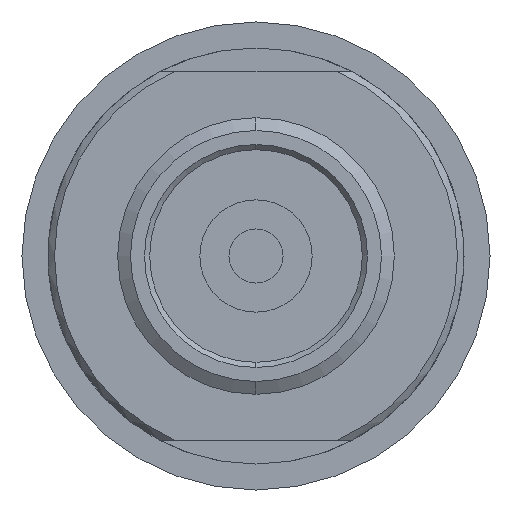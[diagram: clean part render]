
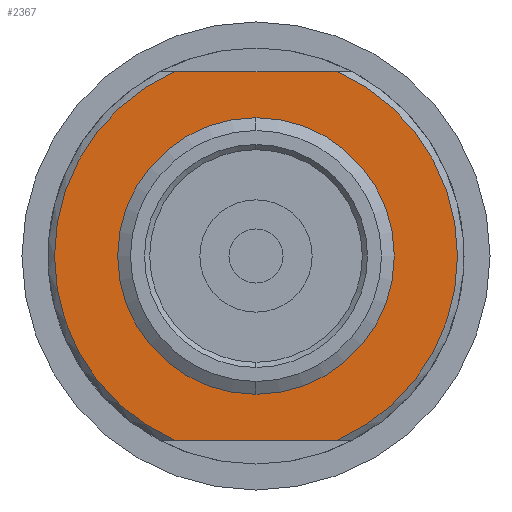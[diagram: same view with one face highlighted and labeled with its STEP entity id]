
A CAD part, left-side view. The second image highlights one B-rep face of the part: STEP entity #2367.
In plain terms, the highlighted face is planar.
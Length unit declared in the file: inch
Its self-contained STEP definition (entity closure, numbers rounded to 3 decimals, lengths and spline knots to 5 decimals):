
#26 = EDGE_CURVE ( 'NONE', #942, #1027, #304, .T. ) ;
#53 = CIRCLE ( 'NONE', #137, 0.30512 ) ;
#98 = DIRECTION ( 'NONE',  ( 1., 0., 0. ) ) ;
#137 = AXIS2_PLACEMENT_3D ( 'NONE', #1177, #788, #2258 ) ;
#195 = ORIENTED_EDGE ( 'NONE', *, *, #1793, .T. ) ;
#241 = EDGE_CURVE ( 'NONE', #619, #2010, #1790, .T. ) ;
#304 = CIRCLE ( 'NONE', #385, 0.19 ) ;
#313 = CARTESIAN_POINT ( 'NONE',  ( 0.307, 0., 0. ) ) ;
#321 = AXIS2_PLACEMENT_3D ( 'NONE', #1055, #1581, #2356 ) ;
#344 = CARTESIAN_POINT ( 'NONE',  ( 0.307, 0., 0. ) ) ;
#360 = AXIS2_PLACEMENT_3D ( 'NONE', #344, #1099, #927 ) ;
#385 = AXIS2_PLACEMENT_3D ( 'NONE', #313, #98, #1066 ) ;
#390 = EDGE_LOOP ( 'NONE', ( #947, #1843 ) ) ;
#441 = CIRCLE ( 'NONE', #321, 0.19 ) ;
#443 = CARTESIAN_POINT ( 'NONE',  ( 0.307, -0.12392, 0.27882 ) ) ;
#483 = CARTESIAN_POINT ( 'NONE',  ( 0.307, 0.26201, 0.27882 ) ) ;
#488 = CARTESIAN_POINT ( 'NONE',  ( 0.307, 0., 0. ) ) ;
#493 = CARTESIAN_POINT ( 'NONE',  ( 0.307, -0.12305, -0.2792 ) ) ;
#522 = EDGE_CURVE ( 'NONE', #619, #2242, #53, .T. ) ;
#619 = VERTEX_POINT ( 'NONE', #443 ) ;
#700 = VECTOR ( 'NONE', #2203, 39.37008 ) ;
#781 = EDGE_LOOP ( 'NONE', ( #1171, #1194, #1135, #195 ) ) ;
#788 = DIRECTION ( 'NONE',  ( 1., 0., 0. ) ) ;
#857 = AXIS2_PLACEMENT_3D ( 'NONE', #488, #1961, #2296 ) ;
#906 = VERTEX_POINT ( 'NONE', #1263 ) ;
#921 = LINE ( 'NONE', #2386, #700 ) ;
#927 = DIRECTION ( 'NONE',  ( 0., 0., -1. ) ) ;
#942 = VERTEX_POINT ( 'NONE', #1707 ) ;
#947 = ORIENTED_EDGE ( 'NONE', *, *, #26, .F. ) ;
#966 = VECTOR ( 'NONE', #1754, 39.37008 ) ;
#1027 = VERTEX_POINT ( 'NONE', #2257 ) ;
#1037 = CARTESIAN_POINT ( 'NONE',  ( 0.307, 0.12392, 0.27882 ) ) ;
#1055 = CARTESIAN_POINT ( 'NONE',  ( 0.307, 0., 0. ) ) ;
#1066 = DIRECTION ( 'NONE',  ( 0., 0., -1. ) ) ;
#1099 = DIRECTION ( 'NONE',  ( 1., 0., 0. ) ) ;
#1135 = ORIENTED_EDGE ( 'NONE', *, *, #1516, .F. ) ;
#1137 = PLANE ( 'NONE',  #360 ) ;
#1171 = ORIENTED_EDGE ( 'NONE', *, *, #241, .F. ) ;
#1177 = CARTESIAN_POINT ( 'NONE',  ( 0.307, 0., 0. ) ) ;
#1194 = ORIENTED_EDGE ( 'NONE', *, *, #522, .T. ) ;
#1263 = CARTESIAN_POINT ( 'NONE',  ( 0.307, 0.12305, -0.2792 ) ) ;
#1269 = FACE_BOUND ( 'NONE', #390, .T. ) ;
#1516 = EDGE_CURVE ( 'NONE', #906, #2242, #921, .T. ) ;
#1581 = DIRECTION ( 'NONE',  ( 1., 0., 0. ) ) ;
#1591 = CIRCLE ( 'NONE', #857, 0.30512 ) ;
#1707 = CARTESIAN_POINT ( 'NONE',  ( 0.307, 0., 0.19 ) ) ;
#1754 = DIRECTION ( 'NONE',  ( 0., 1., 0. ) ) ;
#1790 = LINE ( 'NONE', #483, #966 ) ;
#1793 = EDGE_CURVE ( 'NONE', #906, #2010, #1591, .T. ) ;
#1815 = FACE_OUTER_BOUND ( 'NONE', #781, .T. ) ;
#1843 = ORIENTED_EDGE ( 'NONE', *, *, #2039, .F. ) ;
#1961 = DIRECTION ( 'NONE',  ( 1., 0., 0. ) ) ;
#2010 = VERTEX_POINT ( 'NONE', #1037 ) ;
#2039 = EDGE_CURVE ( 'NONE', #1027, #942, #441, .T. ) ;
#2203 = DIRECTION ( 'NONE',  ( 0., -1., 0. ) ) ;
#2242 = VERTEX_POINT ( 'NONE', #493 ) ;
#2257 = CARTESIAN_POINT ( 'NONE',  ( 0.307, 0., -0.19 ) ) ;
#2258 = DIRECTION ( 'NONE',  ( 0., 0., -1. ) ) ;
#2296 = DIRECTION ( 'NONE',  ( 0., 0., -1. ) ) ;
#2356 = DIRECTION ( 'NONE',  ( 0., 0., -1. ) ) ;
#2367 = ADVANCED_FACE ( 'NONE', ( #1815, #1269 ), #1137, .T. ) ;
#2386 = CARTESIAN_POINT ( 'NONE',  ( 0.307, 0.26201, -0.2792 ) ) ;
